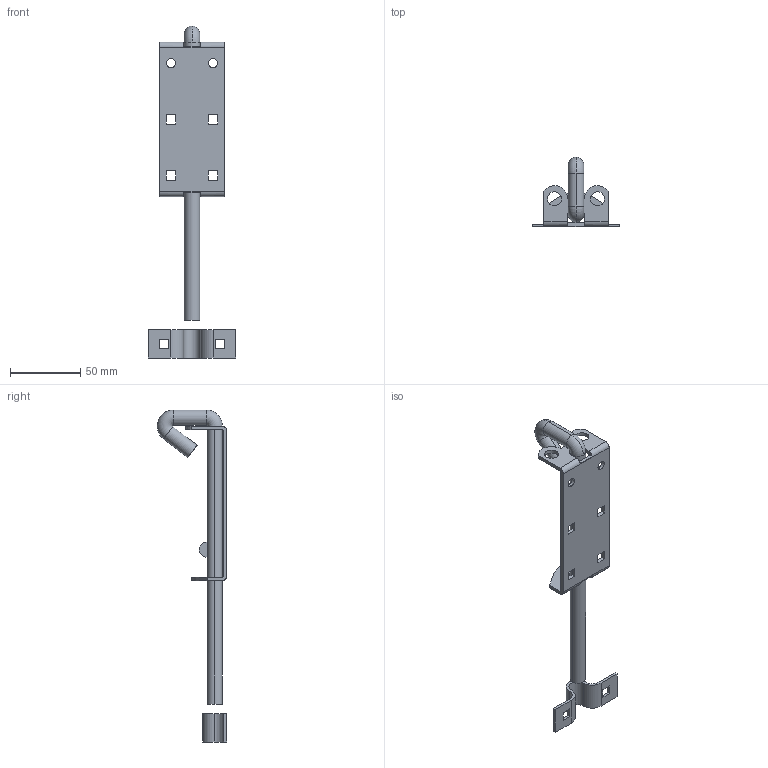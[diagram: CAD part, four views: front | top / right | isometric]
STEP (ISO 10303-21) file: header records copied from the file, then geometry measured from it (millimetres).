
FILE_DESCRIPTION (( 'STEP AP214' ), '1' );
FILE_NAME ('04512-PadBolt Zinc Plated 210mm 83mm Pin.STEP', '2018-11-05T02:19:49', ( '' ), ( '' ), 'SwSTEP 2.0', 'SolidWorks 2018', '' );
FILE_SCHEMA (( 'AUTOMOTIVE_DESIGN' ));
Length unit declared in the file: millimetre
Products named in the file (4): Padbolt Pin_4512; 04512-PadBolt Zinc Plated 210mm 83mm Pin; Padbolt Bracket_4512; Padbolt Strike
Assembly tree (3 placements, depth 2):
  04512-PadBolt Zinc Plated 210mm 83mm Pin
    Padbolt Bracket_4512
    Padbolt Pin_4512
    Padbolt Strike
Bounding box: 62 x 49.41 x 236.5 mm (x, y, z)
Volume: 44039.7 mm3; surface area: 27183.1 mm2
Topology: 3 solids, 3 shells, 347 faces, 949 edges, 630 vertices
Faces by surface type: plane 215, bspline 94, cylinder 34, torus 4
Entity records: 16455 total; most frequent: CARTESIAN_POINT 8034, ORIENTED_EDGE 1898, DIRECTION 1353, EDGE_CURVE 949, VECTOR 679, LINE 679, VERTEX_POINT 630, EDGE_LOOP 393
